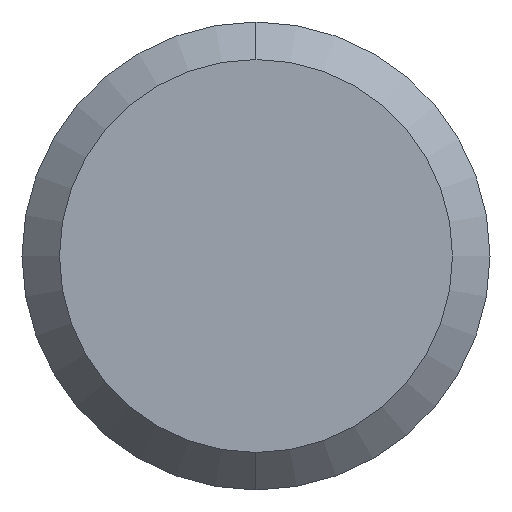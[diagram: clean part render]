
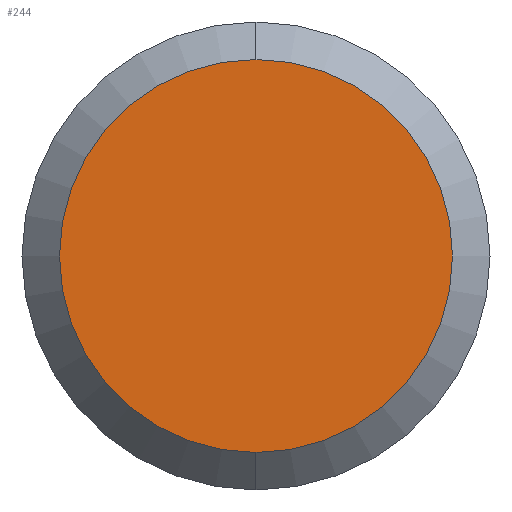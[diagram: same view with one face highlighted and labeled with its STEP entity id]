
A CAD part, left-side view. The second image highlights one B-rep face of the part: STEP entity #244.
In plain terms, the highlighted planar face has unit normal (-1, 0, 0).
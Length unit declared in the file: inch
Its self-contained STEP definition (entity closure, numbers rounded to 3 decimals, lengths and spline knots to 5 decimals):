
#69 = DIRECTION ( 'NONE',  ( -1., 0., 0. ) ) ;
#71 = DIRECTION ( 'NONE',  ( 1., 0., 0. ) ) ;
#111 = EDGE_LOOP ( 'NONE', ( #137, #279 ) ) ;
#113 = CIRCLE ( 'NONE', #170, 0.0786 ) ;
#137 = ORIENTED_EDGE ( 'NONE', *, *, #491, .T. ) ;
#139 = CARTESIAN_POINT ( 'NONE',  ( 0., 0., 0. ) ) ;
#166 = DIRECTION ( 'NONE',  ( 0., 0., -1. ) ) ;
#170 = AXIS2_PLACEMENT_3D ( 'NONE', #299, #69, #316 ) ;
#188 = VERTEX_POINT ( 'NONE', #222 ) ;
#222 = CARTESIAN_POINT ( 'NONE',  ( 0., 0., 0.0786 ) ) ;
#233 = PLANE ( 'NONE',  #337 ) ;
#234 = DIRECTION ( 'NONE',  ( 0., 0., -1. ) ) ;
#239 = DIRECTION ( 'NONE',  ( -1., 0., 0. ) ) ;
#241 = CARTESIAN_POINT ( 'NONE',  ( 0., 0., 0. ) ) ;
#244 = ADVANCED_FACE ( 'NONE', ( #305 ), #233, .F. ) ;
#279 = ORIENTED_EDGE ( 'NONE', *, *, #290, .T. ) ;
#290 = EDGE_CURVE ( 'NONE', #188, #348, #415, .T. ) ;
#297 = AXIS2_PLACEMENT_3D ( 'NONE', #241, #239, #234 ) ;
#299 = CARTESIAN_POINT ( 'NONE',  ( 0., 0., 0. ) ) ;
#305 = FACE_OUTER_BOUND ( 'NONE', #111, .T. ) ;
#316 = DIRECTION ( 'NONE',  ( 0., 0., -1. ) ) ;
#337 = AXIS2_PLACEMENT_3D ( 'NONE', #139, #71, #166 ) ;
#348 = VERTEX_POINT ( 'NONE', #494 ) ;
#415 = CIRCLE ( 'NONE', #297, 0.0786 ) ;
#491 = EDGE_CURVE ( 'NONE', #348, #188, #113, .T. ) ;
#494 = CARTESIAN_POINT ( 'NONE',  ( 0., 0., -0.0786 ) ) ;
